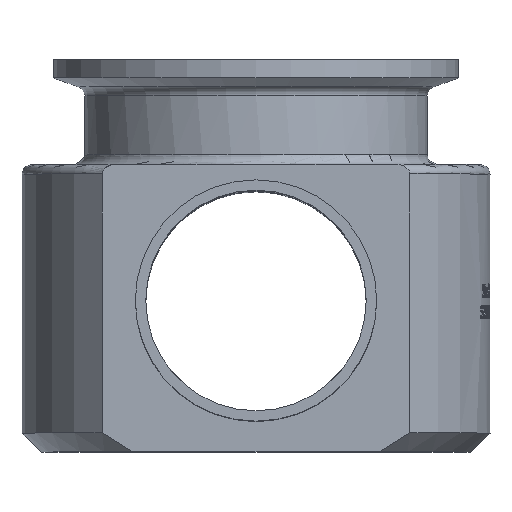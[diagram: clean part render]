
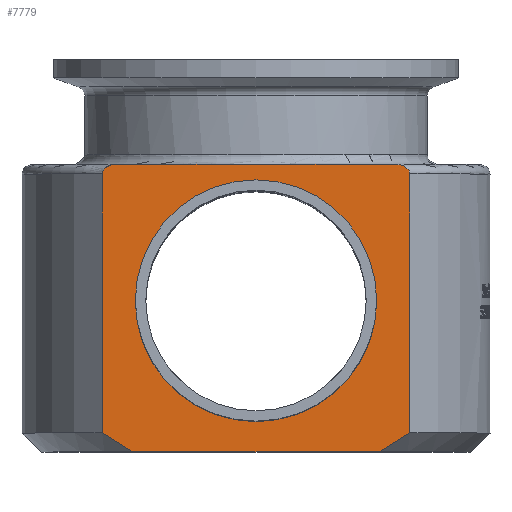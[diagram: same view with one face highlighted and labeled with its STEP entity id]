
A CAD part, top view. The second image highlights one B-rep face of the part: STEP entity #7779.
In plain terms, the highlighted planar face has unit normal (0, 0, 1).
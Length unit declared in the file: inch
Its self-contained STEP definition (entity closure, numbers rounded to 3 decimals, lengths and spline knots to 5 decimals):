
#13=(
BOUNDED_CURVE()
B_SPLINE_CURVE(2,(#16857,#16858,#16859),.UNSPECIFIED.,.F.,.F.)
B_SPLINE_CURVE_WITH_KNOTS((3,3),(0.,0.57119),.UNSPECIFIED.)
CURVE()
GEOMETRIC_REPRESENTATION_ITEM()
RATIONAL_B_SPLINE_CURVE((1.,1.002,1.))
REPRESENTATION_ITEM('')
);
#14=(
BOUNDED_CURVE()
B_SPLINE_CURVE(2,(#16862,#16863,#16864),.UNSPECIFIED.,.F.,.F.)
B_SPLINE_CURVE_WITH_KNOTS((3,3),(0.,0.57119),.UNSPECIFIED.)
CURVE()
GEOMETRIC_REPRESENTATION_ITEM()
RATIONAL_B_SPLINE_CURVE((1.,1.002,1.))
REPRESENTATION_ITEM('')
);
#153=FACE_BOUND('',#1420,.T.);
#537=PLANE('',#8296);
#947=FACE_OUTER_BOUND('',#1419,.T.);
#1419=EDGE_LOOP('',(#7205,#7206,#7207,#7208,#7209,#7210,#7211,#7212,#7213,
#7214));
#1420=EDGE_LOOP('',(#7215));
#1826=B_SPLINE_CURVE_WITH_KNOTS('',3,(#16866,#16867,#16868,#16869,#16870,
#16871,#16872,#16873,#16874,#16875),.UNSPECIFIED.,.F.,.F.,(4,2,2,2,4),(-0.29375,
-0.19023,-0.10988,-0.04876,0.),
 .UNSPECIFIED.);
#1827=B_SPLINE_CURVE_WITH_KNOTS('',3,(#16879,#16880,#16881,#16882,#16883,
#16884,#16885,#16886,#16887,#16888),.UNSPECIFIED.,.F.,.F.,(4,2,2,2,4),(1.65183,
1.83738,2.25656,2.67574,2.86128),
 .UNSPECIFIED.);
#1828=B_SPLINE_CURVE_WITH_KNOTS('',3,(#16892,#16893,#16894,#16895,#16896,
#16897,#16898,#16899,#16900,#16901),.UNSPECIFIED.,.F.,.F.,(4,2,2,2,4),(0.,
0.04876,0.10988,0.19023,0.29375),
 .UNSPECIFIED.);
#2014=CIRCLE('',#8297,0.75);
#2532=LINE('',#16655,#3038);
#2534=LINE('',#16861,#3040);
#2535=LINE('',#16877,#3041);
#2536=LINE('',#16890,#3042);
#2537=LINE('',#16902,#3043);
#3038=VECTOR('',#9768,1.6095);
#3040=VECTOR('',#9822,1.52906);
#3041=VECTOR('',#9823,0.60812);
#3042=VECTOR('',#9824,0.60812);
#3043=VECTOR('',#9825,1.6095);
#3776=VERTEX_POINT('',#16653);
#3777=VERTEX_POINT('',#16654);
#3796=VERTEX_POINT('',#16855);
#3797=VERTEX_POINT('',#16856);
#3798=VERTEX_POINT('',#16860);
#3799=VERTEX_POINT('',#16865);
#3800=VERTEX_POINT('',#16876);
#3801=VERTEX_POINT('',#16878);
#3802=VERTEX_POINT('',#16889);
#3803=VERTEX_POINT('',#16891);
#3804=VERTEX_POINT('',#16903);
#4918=EDGE_CURVE('',#3776,#3777,#2532,.T.);
#4944=EDGE_CURVE('',#3796,#3797,#13,.T.);
#4945=EDGE_CURVE('',#3798,#3796,#2534,.T.);
#4946=EDGE_CURVE('',#3777,#3798,#14,.T.);
#4947=EDGE_CURVE('',#3799,#3776,#1826,.T.);
#4948=EDGE_CURVE('',#3800,#3799,#2535,.T.);
#4949=EDGE_CURVE('',#3801,#3800,#1827,.T.);
#4950=EDGE_CURVE('',#3802,#3801,#2536,.T.);
#4951=EDGE_CURVE('',#3803,#3802,#1828,.T.);
#4952=EDGE_CURVE('',#3797,#3803,#2537,.T.);
#4953=EDGE_CURVE('',#3804,#3804,#2014,.T.);
#7205=ORIENTED_EDGE('',*,*,#4944,.F.);
#7206=ORIENTED_EDGE('',*,*,#4945,.F.);
#7207=ORIENTED_EDGE('',*,*,#4946,.F.);
#7208=ORIENTED_EDGE('',*,*,#4918,.F.);
#7209=ORIENTED_EDGE('',*,*,#4947,.F.);
#7210=ORIENTED_EDGE('',*,*,#4948,.F.);
#7211=ORIENTED_EDGE('',*,*,#4949,.F.);
#7212=ORIENTED_EDGE('',*,*,#4950,.F.);
#7213=ORIENTED_EDGE('',*,*,#4951,.F.);
#7214=ORIENTED_EDGE('',*,*,#4952,.F.);
#7215=ORIENTED_EDGE('',*,*,#4953,.F.);
#7779=ADVANCED_FACE('',(#947,#153),#537,.F.);
#8296=AXIS2_PLACEMENT_3D('',#16854,#9820,#9821);
#8297=AXIS2_PLACEMENT_3D('',#16904,#9826,#9827);
#9768=DIRECTION('',(0.,-1.,0.));
#9820=DIRECTION('center_axis',(0.,0.,
-1.));
#9821=DIRECTION('ref_axis',(1.,0.,0.));
#9822=DIRECTION('',(-1.,0.,0.));
#9823=DIRECTION('',(1.,0.,0.));
#9824=DIRECTION('',(1.,0.,0.));
#9825=DIRECTION('',(0.,1.,0.));
#9826=DIRECTION('center_axis',(0.,0.,
1.));
#9827=DIRECTION('ref_axis',(0.,1.,0.));
#16653=CARTESIAN_POINT('',(0.95593,0.79,1.096));
#16654=CARTESIAN_POINT('',(0.95593,-0.8195,1.096));
#16655=CARTESIAN_POINT('',(0.95593,-0.04375,1.096));
#16854=CARTESIAN_POINT('Origin',(0.,0.00049,
1.096));
#16855=CARTESIAN_POINT('',(-0.76453,-0.9375,1.096));
#16856=CARTESIAN_POINT('',(-0.95593,-0.8195,1.096));
#16857=CARTESIAN_POINT('Ctrl Pts',(-0.76453,-0.9375,
1.096));
#16858=CARTESIAN_POINT('Ctrl Pts',(-0.85618,-0.88506,
1.096));
#16859=CARTESIAN_POINT('Ctrl Pts',(-0.95593,-0.8195,
1.096));
#16860=CARTESIAN_POINT('',(0.76453,-0.9375,1.096));
#16861=CARTESIAN_POINT('',(0.,-0.9375,1.096));
#16862=CARTESIAN_POINT('Ctrl Pts',(0.95593,-0.8195,
1.096));
#16863=CARTESIAN_POINT('Ctrl Pts',(0.85618,-0.88506,
1.096));
#16864=CARTESIAN_POINT('Ctrl Pts',(0.76453,-0.9375,1.096));
#16865=CARTESIAN_POINT('',(0.86191,0.85,1.096));
#16866=CARTESIAN_POINT('Ctrl Pts',(0.86191,0.85,1.096));
#16867=CARTESIAN_POINT('Ctrl Pts',(0.87549,0.85,1.096));
#16868=CARTESIAN_POINT('Ctrl Pts',(0.89164,0.8478,
1.096));
#16869=CARTESIAN_POINT('Ctrl Pts',(0.91464,0.8405,
1.096));
#16870=CARTESIAN_POINT('Ctrl Pts',(0.92606,0.83504,
1.096));
#16871=CARTESIAN_POINT('Ctrl Pts',(0.94075,0.82369,1.096));
#16872=CARTESIAN_POINT('Ctrl Pts',(0.94725,0.81659,
1.096));
#16873=CARTESIAN_POINT('Ctrl Pts',(0.95394,0.80382,1.096));
#16874=CARTESIAN_POINT('Ctrl Pts',(0.95593,0.7964,
1.096));
#16875=CARTESIAN_POINT('Ctrl Pts',(0.95593,0.79,1.096));
#16876=CARTESIAN_POINT('',(0.25379,0.85,1.096));
#16877=CARTESIAN_POINT('',(0.,0.85,1.096));
#16878=CARTESIAN_POINT('',(-0.25379,0.85,1.096));
#16879=CARTESIAN_POINT('Ctrl Pts',(-0.25379,0.85,1.096));
#16880=CARTESIAN_POINT('Ctrl Pts',(-0.22944,0.85,1.096));
#16881=CARTESIAN_POINT('Ctrl Pts',(-0.20023,0.8509,
1.096));
#16882=CARTESIAN_POINT('Ctrl Pts',(-0.12094,0.85414,
1.096));
#16883=CARTESIAN_POINT('Ctrl Pts',(-0.05501,0.85747,
1.096));
#16884=CARTESIAN_POINT('Ctrl Pts',(0.05501,0.85747,
1.096));
#16885=CARTESIAN_POINT('Ctrl Pts',(0.12094,0.85414,
1.096));
#16886=CARTESIAN_POINT('Ctrl Pts',(0.20023,0.8509,
1.096));
#16887=CARTESIAN_POINT('Ctrl Pts',(0.22944,0.85,1.096));
#16888=CARTESIAN_POINT('Ctrl Pts',(0.25379,0.85,1.096));
#16889=CARTESIAN_POINT('',(-0.86191,0.85,1.096));
#16890=CARTESIAN_POINT('',(0.,0.85,1.096));
#16891=CARTESIAN_POINT('',(-0.95593,0.79,1.096));
#16892=CARTESIAN_POINT('Ctrl Pts',(-0.95593,0.79,1.096));
#16893=CARTESIAN_POINT('Ctrl Pts',(-0.95593,0.7964,
1.096));
#16894=CARTESIAN_POINT('Ctrl Pts',(-0.95394,0.80382,
1.096));
#16895=CARTESIAN_POINT('Ctrl Pts',(-0.94725,0.81659,
1.096));
#16896=CARTESIAN_POINT('Ctrl Pts',(-0.94075,0.82369,
1.096));
#16897=CARTESIAN_POINT('Ctrl Pts',(-0.92606,0.83504,
1.096));
#16898=CARTESIAN_POINT('Ctrl Pts',(-0.91464,0.8405,
1.096));
#16899=CARTESIAN_POINT('Ctrl Pts',(-0.89164,0.8478,
1.096));
#16900=CARTESIAN_POINT('Ctrl Pts',(-0.87549,0.85,1.096));
#16901=CARTESIAN_POINT('Ctrl Pts',(-0.86191,0.85,1.096));
#16902=CARTESIAN_POINT('',(-0.95593,-0.04375,1.096));
#16903=CARTESIAN_POINT('',(0.,-0.75,1.096));
#16904=CARTESIAN_POINT('Origin',(0.,0.,
1.096));
